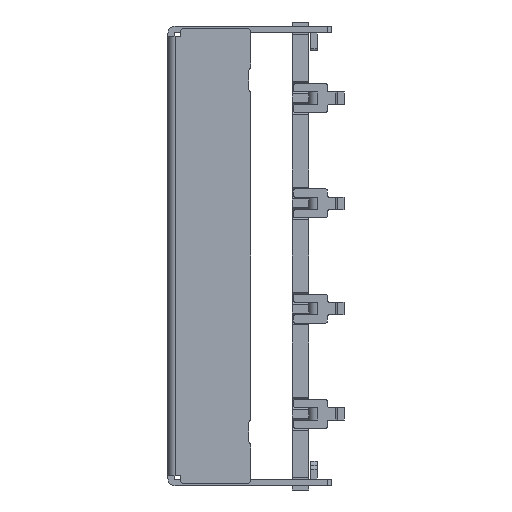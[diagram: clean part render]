
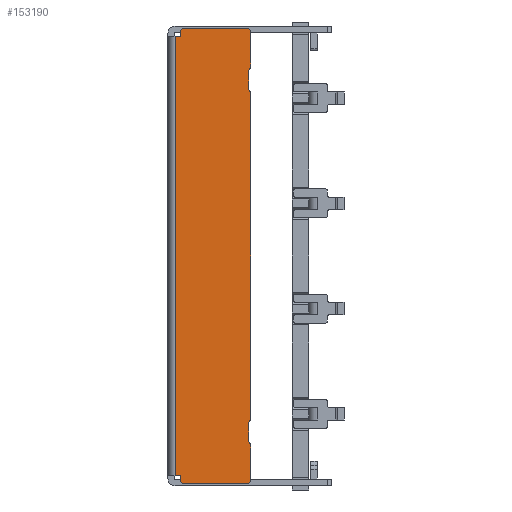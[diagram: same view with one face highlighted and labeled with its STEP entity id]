
A CAD part, left-side view. The second image highlights one B-rep face of the part: STEP entity #153190.
In plain terms, the highlighted planar face has unit normal (-1, 0, 0).
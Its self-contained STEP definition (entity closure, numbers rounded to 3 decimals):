
#149310=CARTESIAN_POINT('',(-17.75,6.55,-10.6));
#149320=VERTEX_POINT('',#149310);
#149410=CARTESIAN_POINT('',(-17.75,6.55,10.6));
#149420=VERTEX_POINT('',#149410);
#149450=CARTESIAN_POINT('',(-17.75,6.55,-11.154));
#149460=DIRECTION('',(0.,0.,1.));
#149470=VECTOR('',#149460,1.);
#149480=LINE('',#149450,#149470);
#149490=EDGE_CURVE('',#149320,#149420,#149480,.T.);
#149600=CARTESIAN_POINT('',(-17.75,0.9,-10.6));
#149610=DIRECTION('',(0.,1.,0.));
#149620=VECTOR('',#149610,1.);
#149630=LINE('',#149600,#149620);
#149640=CARTESIAN_POINT('',(-17.75,6.3,-10.6));
#149650=VERTEX_POINT('',#149640);
#149660=EDGE_CURVE('',#149650,#149320,#149630,.T.);
#150150=CARTESIAN_POINT('',(-17.75,6.3,-10.8));
#150160=VERTEX_POINT('',#150150);
#150260=CARTESIAN_POINT('',(-17.75,6.3,0.));
#150270=DIRECTION('',(0.,0.,1.));
#150280=VECTOR('',#150270,1.);
#150290=LINE('',#150260,#150280);
#150300=EDGE_CURVE('',#150160,#149650,#150290,.T.);
#150460=CARTESIAN_POINT('',(-17.75,2.9,-9.173));
#150470=VERTEX_POINT('',#150460);
#150620=CARTESIAN_POINT('',(-17.75,2.9,-10.8));
#150630=VERTEX_POINT('',#150620);
#150660=CARTESIAN_POINT('',(-17.75,2.9,0.));
#150670=DIRECTION('',(0.,0.,-1.));
#150680=VECTOR('',#150670,1.);
#150690=LINE('',#150660,#150680);
#150700=EDGE_CURVE('',#150470,#150630,#150690,.T.);
#151340=CARTESIAN_POINT('',(-17.75,6.3,10.6));
#151350=VERTEX_POINT('',#151340);
#151380=CARTESIAN_POINT('',(-17.75,0.9,10.6));
#151390=DIRECTION('',(0.,-1.,0.));
#151400=VECTOR('',#151390,1.);
#151410=LINE('',#151380,#151400);
#151420=EDGE_CURVE('',#149420,#151350,#151410,.T.);
#151470=CARTESIAN_POINT('',(-17.75,-1.,-11.1));
#151480=DIRECTION('',(-1.,0.,0.));
#151490=DIRECTION('',(0.,0.,1.));
#151500=AXIS2_PLACEMENT_3D('',#151470,#151480,#151490);
#151510=PLANE('',#151500);
#151520=CARTESIAN_POINT('',(-17.75,2.8,-8.091));
#151530=DIRECTION('',(1.,0.,0.));
#151540=DIRECTION('',(0.,1.,0.));
#151550=AXIS2_PLACEMENT_3D('',#151520,#151530,#151540);
#151560=CIRCLE('',#151550,0.2);
#151570=CARTESIAN_POINT('',(-17.75,3.,-8.091));
#151580=VERTEX_POINT('',#151570);
#151590=CARTESIAN_POINT('',(-17.75,2.95,-7.959));
#151600=VERTEX_POINT('',#151590);
#151610=EDGE_CURVE('',#151580,#151600,#151560,.T.);
#151620=ORIENTED_EDGE('',*,*,#151610,.T.);
#151630=CARTESIAN_POINT('',(-17.75,3.,0.));
#151640=DIRECTION('',(0.,0.,-1.));
#151650=VECTOR('',#151640,1.);
#151660=LINE('',#151630,#151650);
#151670=CARTESIAN_POINT('',(-17.75,3.,-8.909));
#151680=VERTEX_POINT('',#151670);
#151690=EDGE_CURVE('',#151580,#151680,#151660,.T.);
#151700=ORIENTED_EDGE('',*,*,#151690,.F.);
#151710=CARTESIAN_POINT('',(-17.75,2.8,-8.909));
#151720=DIRECTION('',(1.,0.,0.));
#151730=DIRECTION('',(0.,0.75,-0.661));
#151740=AXIS2_PLACEMENT_3D('',#151710,#151720,#151730);
#151750=CIRCLE('',#151740,0.2);
#151760=CARTESIAN_POINT('',(-17.75,2.95,-9.041));
#151770=VERTEX_POINT('',#151760);
#151780=EDGE_CURVE('',#151770,#151680,#151750,.T.);
#151790=ORIENTED_EDGE('',*,*,#151780,.T.);
#151800=CARTESIAN_POINT('',(-17.75,3.1,-9.173));
#151810=DIRECTION('',(-1.,0.,0.));
#151820=DIRECTION('',(0.,-1.,0.));
#151830=AXIS2_PLACEMENT_3D('',#151800,#151810,#151820);
#151840=CIRCLE('',#151830,0.2);
#151850=EDGE_CURVE('',#150470,#151770,#151840,.T.);
#151860=ORIENTED_EDGE('',*,*,#151850,.T.);
#151870=ORIENTED_EDGE('',*,*,#150700,.F.);
#151880=CARTESIAN_POINT('',(-17.75,3.1,-10.8));
#151890=DIRECTION('',(-1.,0.,0.));
#151900=DIRECTION('',(0.,0.,-1.));
#151910=AXIS2_PLACEMENT_3D('',#151880,#151890,#151900);
#151920=CIRCLE('',#151910,0.2);
#151930=CARTESIAN_POINT('',(-17.75,3.1,-11.));
#151940=VERTEX_POINT('',#151930);
#151950=EDGE_CURVE('',#151940,#150630,#151920,.T.);
#151960=ORIENTED_EDGE('',*,*,#151950,.T.);
#151970=CARTESIAN_POINT('',(-17.75,0.9,-11.));
#151980=DIRECTION('',(0.,1.,0.));
#151990=VECTOR('',#151980,1.);
#152000=LINE('',#151970,#151990);
#152010=CARTESIAN_POINT('',(-17.75,6.1,-11.));
#152020=VERTEX_POINT('',#152010);
#152030=EDGE_CURVE('',#151940,#152020,#152000,.T.);
#152040=ORIENTED_EDGE('',*,*,#152030,.F.);
#152050=CARTESIAN_POINT('',(-17.75,6.1,-10.8));
#152060=DIRECTION('',(-1.,0.,0.));
#152070=DIRECTION('',(0.,1.,0.));
#152080=AXIS2_PLACEMENT_3D('',#152050,#152060,#152070);
#152090=CIRCLE('',#152080,0.2);
#152100=EDGE_CURVE('',#150160,#152020,#152090,.T.);
#152110=ORIENTED_EDGE('',*,*,#152100,.T.);
#152120=ORIENTED_EDGE('',*,*,#150300,.F.);
#152130=ORIENTED_EDGE('',*,*,#149660,.F.);
#152140=ORIENTED_EDGE('',*,*,#149490,.F.);
#152150=ORIENTED_EDGE('',*,*,#151420,.F.);
#152160=CARTESIAN_POINT('',(-17.75,6.3,0.));
#152170=DIRECTION('',(0.,0.,1.));
#152180=VECTOR('',#152170,1.);
#152190=LINE('',#152160,#152180);
#152200=CARTESIAN_POINT('',(-17.75,6.3,10.8));
#152210=VERTEX_POINT('',#152200);
#152220=EDGE_CURVE('',#151350,#152210,#152190,.T.);
#152230=ORIENTED_EDGE('',*,*,#152220,.F.);
#152240=CARTESIAN_POINT('',(-17.75,6.1,10.8));
#152250=DIRECTION('',(-1.,0.,0.));
#152260=DIRECTION('',(0.,0.,1.));
#152270=AXIS2_PLACEMENT_3D('',#152240,#152250,#152260);
#152280=CIRCLE('',#152270,0.2);
#152290=CARTESIAN_POINT('',(-17.75,6.1,11.));
#152300=VERTEX_POINT('',#152290);
#152310=EDGE_CURVE('',#152300,#152210,#152280,.T.);
#152320=ORIENTED_EDGE('',*,*,#152310,.T.);
#152330=CARTESIAN_POINT('',(-17.75,0.9,11.));
#152340=DIRECTION('',(0.,-1.,0.));
#152350=VECTOR('',#152340,1.);
#152360=LINE('',#152330,#152350);
#152370=CARTESIAN_POINT('',(-17.75,3.1,11.));
#152380=VERTEX_POINT('',#152370);
#152390=EDGE_CURVE('',#152300,#152380,#152360,.T.);
#152400=ORIENTED_EDGE('',*,*,#152390,.F.);
#152410=CARTESIAN_POINT('',(-17.75,3.1,10.8));
#152420=DIRECTION('',(-1.,0.,0.));
#152430=DIRECTION('',(0.,-1.,0.));
#152440=AXIS2_PLACEMENT_3D('',#152410,#152420,#152430);
#152450=CIRCLE('',#152440,0.2);
#152460=CARTESIAN_POINT('',(-17.75,2.9,10.8));
#152470=VERTEX_POINT('',#152460);
#152480=EDGE_CURVE('',#152470,#152380,#152450,.T.);
#152490=ORIENTED_EDGE('',*,*,#152480,.T.);
#152500=CARTESIAN_POINT('',(-17.75,2.9,0.));
#152510=DIRECTION('',(0.,0.,-1.));
#152520=VECTOR('',#152510,1.);
#152530=LINE('',#152500,#152520);
#152540=CARTESIAN_POINT('',(-17.75,2.9,9.173));
#152550=VERTEX_POINT('',#152540);
#152560=EDGE_CURVE('',#152470,#152550,#152530,.T.);
#152570=ORIENTED_EDGE('',*,*,#152560,.F.);
#152580=CARTESIAN_POINT('',(-17.75,3.1,9.173));
#152590=DIRECTION('',(-1.,0.,0.));
#152600=DIRECTION('',(0.,-0.75,-0.661));
#152610=AXIS2_PLACEMENT_3D('',#152580,#152590,#152600);
#152620=CIRCLE('',#152610,0.2);
#152630=CARTESIAN_POINT('',(-17.75,2.95,9.041));
#152640=VERTEX_POINT('',#152630);
#152650=EDGE_CURVE('',#152640,#152550,#152620,.T.);
#152660=ORIENTED_EDGE('',*,*,#152650,.T.);
#152670=CARTESIAN_POINT('',(-17.75,2.8,8.909));
#152680=DIRECTION('',(1.,0.,0.));
#152690=DIRECTION('',(0.,1.,0.));
#152700=AXIS2_PLACEMENT_3D('',#152670,#152680,#152690);
#152710=CIRCLE('',#152700,0.2);
#152720=CARTESIAN_POINT('',(-17.75,3.,8.909));
#152730=VERTEX_POINT('',#152720);
#152740=EDGE_CURVE('',#152730,#152640,#152710,.T.);
#152750=ORIENTED_EDGE('',*,*,#152740,.T.);
#152760=CARTESIAN_POINT('',(-17.75,3.,0.));
#152770=DIRECTION('',(0.,0.,-1.));
#152780=VECTOR('',#152770,1.);
#152790=LINE('',#152760,#152780);
#152800=CARTESIAN_POINT('',(-17.75,3.,8.091));
#152810=VERTEX_POINT('',#152800);
#152820=EDGE_CURVE('',#152730,#152810,#152790,.T.);
#152830=ORIENTED_EDGE('',*,*,#152820,.F.);
#152840=CARTESIAN_POINT('',(-17.75,2.8,8.091));
#152850=DIRECTION('',(1.,0.,0.));
#152860=DIRECTION('',(0.,0.75,-0.661));
#152870=AXIS2_PLACEMENT_3D('',#152840,#152850,#152860);
#152880=CIRCLE('',#152870,0.2);
#152890=CARTESIAN_POINT('',(-17.75,2.95,7.959));
#152900=VERTEX_POINT('',#152890);
#152910=EDGE_CURVE('',#152900,#152810,#152880,.T.);
#152920=ORIENTED_EDGE('',*,*,#152910,.T.);
#152930=CARTESIAN_POINT('',(-17.75,3.1,7.827));
#152940=DIRECTION('',(-1.,0.,0.));
#152950=DIRECTION('',(0.,-1.,0.));
#152960=AXIS2_PLACEMENT_3D('',#152930,#152940,#152950);
#152970=CIRCLE('',#152960,0.2);
#152980=CARTESIAN_POINT('',(-17.75,2.9,7.827));
#152990=VERTEX_POINT('',#152980);
#153000=EDGE_CURVE('',#152990,#152900,#152970,.T.);
#153010=ORIENTED_EDGE('',*,*,#153000,.T.);
#153020=CARTESIAN_POINT('',(-17.75,2.9,0.));
#153030=DIRECTION('',(0.,0.,-1.));
#153040=VECTOR('',#153030,1.);
#153050=LINE('',#153020,#153040);
#153060=CARTESIAN_POINT('',(-17.75,2.9,-7.827));
#153070=VERTEX_POINT('',#153060);
#153080=EDGE_CURVE('',#152990,#153070,#153050,.T.);
#153090=ORIENTED_EDGE('',*,*,#153080,.F.);
#153100=CARTESIAN_POINT('',(-17.75,3.1,-7.827));
#153110=DIRECTION('',(-1.,0.,0.));
#153120=DIRECTION('',(0.,-0.75,-0.661));
#153130=AXIS2_PLACEMENT_3D('',#153100,#153110,#153120);
#153140=CIRCLE('',#153130,0.2);
#153150=EDGE_CURVE('',#151600,#153070,#153140,.T.);
#153160=ORIENTED_EDGE('',*,*,#153150,.T.);
#153170=EDGE_LOOP('',(#153160,#153090,#153010,#152920,#152830,#152750,
#152660,#152570,#152490,#152400,#152320,#152230,#152150,#152140,#152130,
#152120,#152110,#152040,#151960,#151870,#151860,#151790,#151700,#151620)
);
#153180=FACE_OUTER_BOUND('',#153170,.T.);
#153190=ADVANCED_FACE('',(#153180),#151510,.T.);
